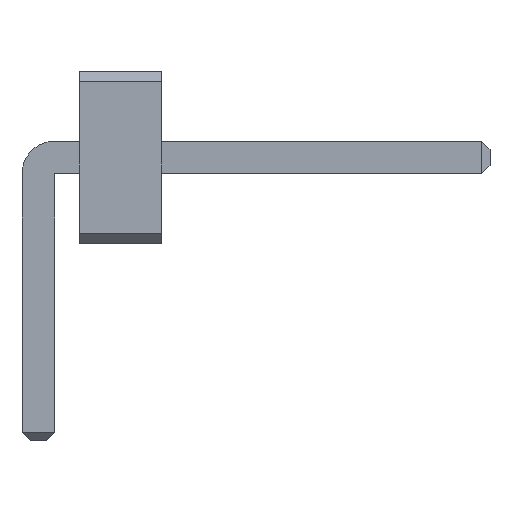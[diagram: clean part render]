
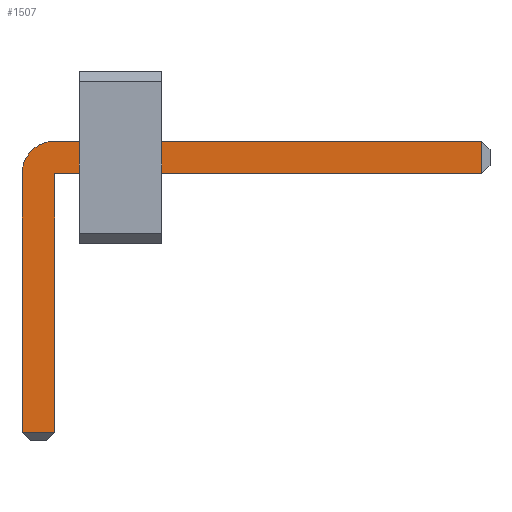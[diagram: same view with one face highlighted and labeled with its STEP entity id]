
A CAD part, front view. The second image highlights one B-rep face of the part: STEP entity #1507.
In plain terms, the highlighted planar face has unit normal (0, -1, 0).
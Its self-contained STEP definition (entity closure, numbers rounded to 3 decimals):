
#13=DIRECTION('',(0.,0.,1.));
#27=VECTOR('',#28,1.);
#28=DIRECTION('',(1.,0.,0.));
#613=VECTOR('',#13,1.);
#1206=VECTOR('',#1207,1.);
#1207=DIRECTION('',(0.,0.,-1.));
#1325=VECTOR('',#1326,1.);
#1326=DIRECTION('',(-1.,0.,0.));
#1347=DIRECTION('',(-0.,1.,0.));
#1351=DIRECTION('',(0.,1.,0.));
#1352=DIRECTION('',(1.,0.,0.));
#1359=VERTEX_POINT('',#1360);
#1360=CARTESIAN_POINT('',(0.2,-11.63,1.25));
#1362=ORIENTED_EDGE('',*,*,#1363,.T.);
#1363=EDGE_CURVE('',#1359,#1364,#1366,.T.);
#1364=VERTEX_POINT('',#1365);
#1365=CARTESIAN_POINT('',(5.4,-11.63,1.25));
#1366=LINE('',#1367,#27);
#1367=CARTESIAN_POINT('',(-0.2,-11.63,1.25));
#1403=EDGE_CURVE('',#1404,#1359,#1406,.T.);
#1404=VERTEX_POINT('',#1405);
#1405=CARTESIAN_POINT('',(-0.2,-11.63,0.85));
#1406=CIRCLE('',#1407,0.4);
#1407=AXIS2_PLACEMENT_3D('',#1408,#1347,#1207);
#1408=CARTESIAN_POINT('',(0.2,-11.63,0.85));
#1420=VERTEX_POINT('',#1421);
#1421=CARTESIAN_POINT('',(5.4,-11.63,0.85));
#1423=ORIENTED_EDGE('',*,*,#1424,.T.);
#1424=EDGE_CURVE('',#1420,#1425,#1426,.T.);
#1425=VERTEX_POINT('',#1408);
#1426=LINE('',#1427,#1325);
#1427=CARTESIAN_POINT('',(5.5,-11.63,0.85));
#1439=VERTEX_POINT('',#1440);
#1440=CARTESIAN_POINT('',(-0.2,-11.63,-2.3));
#1442=ORIENTED_EDGE('',*,*,#1443,.T.);
#1443=EDGE_CURVE('',#1439,#1404,#1444,.T.);
#1444=LINE('',#1445,#613);
#1445=CARTESIAN_POINT('',(-0.2,-11.63,-2.4));
#1453=ORIENTED_EDGE('',*,*,#1454,.T.);
#1454=EDGE_CURVE('',#1425,#1455,#1457,.T.);
#1455=VERTEX_POINT('',#1456);
#1456=CARTESIAN_POINT('',(0.2,-11.63,-2.3));
#1457=LINE('',#1408,#1206);
#1507=ADVANCED_FACE('',(#1508),#1517,.F.);
#1508=FACE_BOUND('',#1509,.F.);
#1509=EDGE_LOOP('',(#1362,#1510,#1423,#1453,#1513,#1442,#1516));
#1510=ORIENTED_EDGE('',*,*,#1511,.T.);
#1511=EDGE_CURVE('',#1364,#1420,#1512,.T.);
#1512=LINE('',#1365,#1206);
#1513=ORIENTED_EDGE('',*,*,#1514,.T.);
#1514=EDGE_CURVE('',#1455,#1439,#1515,.T.);
#1515=LINE('',#1456,#1325);
#1516=ORIENTED_EDGE('',*,*,#1403,.T.);
#1517=PLANE('',#1518);
#1518=AXIS2_PLACEMENT_3D('',#1519,#1351,#1352);
#1519=CARTESIAN_POINT('',(1.729,-11.63,0.346));
